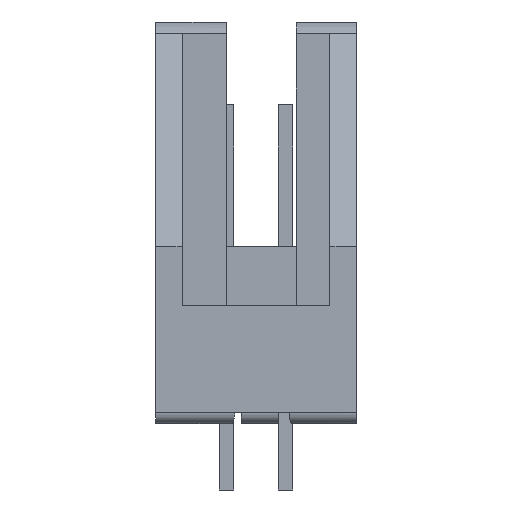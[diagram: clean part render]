
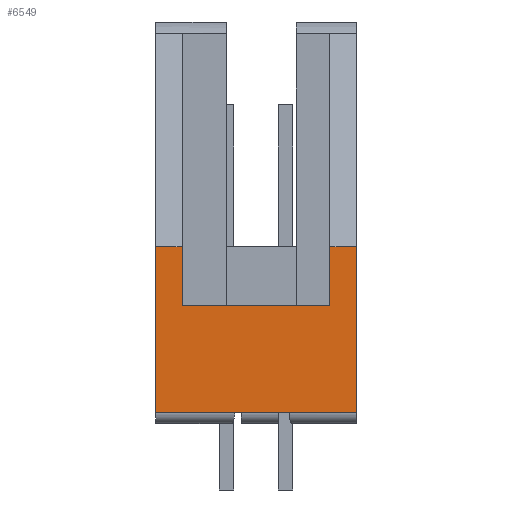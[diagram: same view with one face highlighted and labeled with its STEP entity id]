
A CAD part, left-side view. The second image highlights one B-rep face of the part: STEP entity #6549.
In plain terms, the highlighted planar face has unit normal (-1, 0, 0).
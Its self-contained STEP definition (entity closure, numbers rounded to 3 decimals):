
#138=FACE_OUTER_BOUND($,#573,.T.);
#573=EDGE_LOOP($,(#4421,#4422,#4423,#4424,#4425,#4426,#4427,#4428));
#2255=B_SPLINE_CURVE_WITH_KNOTS($,1,(#9110,#9111),.UNSPECIFIED.,.F.,.F.,
(2,2),(0.,1.),.UNSPECIFIED.);
#2327=B_SPLINE_CURVE_WITH_KNOTS($,1,(#10156,#10157),.UNSPECIFIED.,.F.,.F.,
(2,2),(0.,1.),.UNSPECIFIED.);
#2419=B_SPLINE_CURVE_WITH_KNOTS($,1,(#10574,#10575),.UNSPECIFIED.,.F.,.F.,
(2,2),(0.,1.),.UNSPECIFIED.);
#2420=B_SPLINE_CURVE_WITH_KNOTS($,1,(#10578,#10579),.UNSPECIFIED.,.F.,.F.,
(2,2),(0.,1.),.UNSPECIFIED.);
#2421=B_SPLINE_CURVE_WITH_KNOTS($,1,(#10581,#10582),.UNSPECIFIED.,.F.,.F.,
(2,2),(0.,1.),.UNSPECIFIED.);
#2422=B_SPLINE_CURVE_WITH_KNOTS($,1,(#10584,#10585),.UNSPECIFIED.,.F.,.F.,
(2,2),(0.,1.),.UNSPECIFIED.);
#2423=B_SPLINE_CURVE_WITH_KNOTS($,1,(#10586,#10587),.UNSPECIFIED.,.F.,.F.,
(2,2),(0.,1.),.UNSPECIFIED.);
#2424=B_SPLINE_CURVE_WITH_KNOTS($,1,(#10588,#10589),.UNSPECIFIED.,.F.,.F.,
(2,2),(0.,1.),.UNSPECIFIED.);
#2589=VERTEX_POINT($,#9106);
#2590=VERTEX_POINT($,#9109);
#2661=VERTEX_POINT($,#10152);
#2662=VERTEX_POINT($,#10155);
#2727=VERTEX_POINT($,#10571);
#2728=VERTEX_POINT($,#10577);
#2729=VERTEX_POINT($,#10580);
#2730=VERTEX_POINT($,#10583);
#3239=EDGE_CURVE($,#2589,#2590,#2255,.T.);
#3313=EDGE_CURVE($,#2662,#2661,#2327,.T.);
#3405=EDGE_CURVE($,#2589,#2727,#2419,.T.);
#3406=EDGE_CURVE($,#2727,#2728,#2420,.T.);
#3407=EDGE_CURVE($,#2728,#2729,#2421,.T.);
#3408=EDGE_CURVE($,#2729,#2730,#2422,.T.);
#3409=EDGE_CURVE($,#2730,#2662,#2423,.T.);
#3410=EDGE_CURVE($,#2590,#2661,#2424,.T.);
#4421=ORIENTED_EDGE($,*,*,#3405,.T.);
#4422=ORIENTED_EDGE($,*,*,#3406,.T.);
#4423=ORIENTED_EDGE($,*,*,#3407,.T.);
#4424=ORIENTED_EDGE($,*,*,#3408,.T.);
#4425=ORIENTED_EDGE($,*,*,#3409,.T.);
#4426=ORIENTED_EDGE($,*,*,#3313,.T.);
#4427=ORIENTED_EDGE($,*,*,#3410,.F.);
#4428=ORIENTED_EDGE($,*,*,#3239,.F.);
#6138=PLANE($,#7083);
#6549=ADVANCED_FACE($,(#138),#6138,.T.);
#7083=AXIS2_PLACEMENT_3D($,#10576,#7549,#7550);
#7549=DIRECTION('center_axis',(-1.,0.,0.));
#7550=DIRECTION('ref_axis',(0.,0.,1.));
#9106=CARTESIAN_POINT('',(-26.162,-4.318,7.62));
#9109=CARTESIAN_POINT('',(-26.162,-4.318,0.508));
#9110=CARTESIAN_POINT('Ctrl Pts',(-26.162,-4.318,7.62));
#9111=CARTESIAN_POINT('Ctrl Pts',(-26.162,-4.318,0.508));
#10152=CARTESIAN_POINT('',(-26.162,4.318,0.508));
#10155=CARTESIAN_POINT('',(-26.162,4.318,7.62));
#10156=CARTESIAN_POINT('Ctrl Pts',(-26.162,4.318,7.62));
#10157=CARTESIAN_POINT('Ctrl Pts',(-26.162,4.318,0.508));
#10571=CARTESIAN_POINT('',(-26.162,-3.175,7.62));
#10574=CARTESIAN_POINT('Ctrl Pts',(-26.162,-4.318,7.62));
#10575=CARTESIAN_POINT('Ctrl Pts',(-26.162,-3.175,7.62));
#10576=CARTESIAN_POINT('Origin',(-26.162,4.491,7.762));
#10577=CARTESIAN_POINT('',(-26.162,-3.175,5.08));
#10578=CARTESIAN_POINT('Ctrl Pts',(-26.162,-3.175,7.62));
#10579=CARTESIAN_POINT('Ctrl Pts',(-26.162,-3.175,5.08));
#10580=CARTESIAN_POINT('',(-26.162,3.175,5.08));
#10581=CARTESIAN_POINT('Ctrl Pts',(-26.162,-3.175,5.08));
#10582=CARTESIAN_POINT('Ctrl Pts',(-26.162,3.175,5.08));
#10583=CARTESIAN_POINT('',(-26.162,3.175,7.62));
#10584=CARTESIAN_POINT('Ctrl Pts',(-26.162,3.175,5.08));
#10585=CARTESIAN_POINT('Ctrl Pts',(-26.162,3.175,7.62));
#10586=CARTESIAN_POINT('Ctrl Pts',(-26.162,3.175,7.62));
#10587=CARTESIAN_POINT('Ctrl Pts',(-26.162,4.318,7.62));
#10588=CARTESIAN_POINT('Ctrl Pts',(-26.162,-4.318,0.508));
#10589=CARTESIAN_POINT('Ctrl Pts',(-26.162,4.318,0.508));
